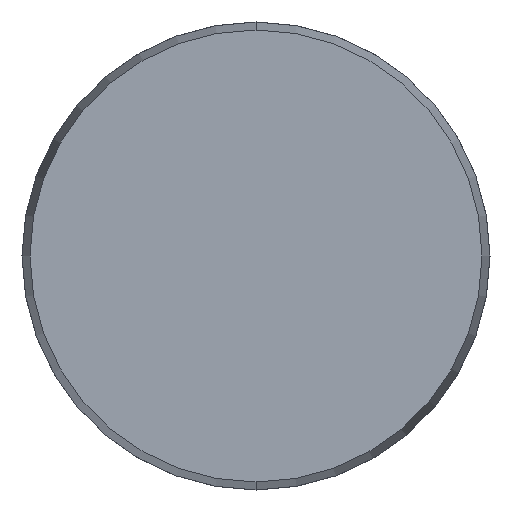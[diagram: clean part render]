
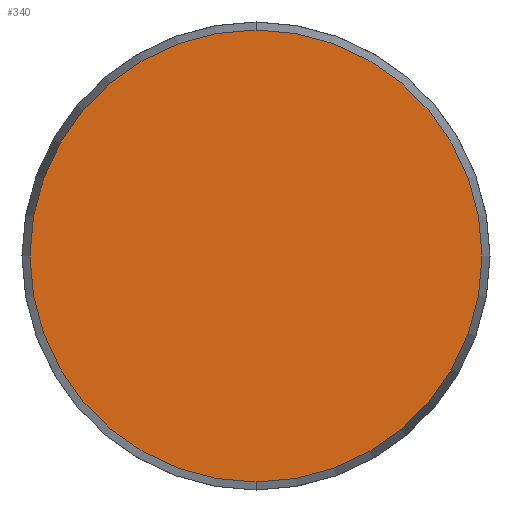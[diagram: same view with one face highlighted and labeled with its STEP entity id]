
A CAD part, front view. The second image highlights one B-rep face of the part: STEP entity #340.
In plain terms, the highlighted planar face has unit normal (0, -1, 0).
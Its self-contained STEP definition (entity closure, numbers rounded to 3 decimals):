
#31 = DIRECTION ( 'NONE',  ( 0., -1., 0. ) ) ;
#137 = AXIS2_PLACEMENT_3D ( 'NONE', #932, #818, #430 ) ;
#252 = CIRCLE ( 'NONE', #1007, 24.143 ) ;
#331 = EDGE_CURVE ( 'NONE', #892, #497, #252, .T. ) ;
#340 = ADVANCED_FACE ( 'NONE', ( #557 ), #460, .F. ) ;
#370 = ORIENTED_EDGE ( 'NONE', *, *, #1054, .T. ) ;
#430 = DIRECTION ( 'NONE',  ( 0., 0., -1. ) ) ;
#460 = PLANE ( 'NONE',  #1178 ) ;
#497 = VERTEX_POINT ( 'NONE', #503 ) ;
#503 = CARTESIAN_POINT ( 'NONE',  ( 0., 0., -24.143 ) ) ;
#557 = FACE_OUTER_BOUND ( 'NONE', #691, .T. ) ;
#691 = EDGE_LOOP ( 'NONE', ( #1147, #370 ) ) ;
#766 = DIRECTION ( 'NONE',  ( 0., 0., 1. ) ) ;
#815 = CARTESIAN_POINT ( 'NONE',  ( 0., 0., 24.143 ) ) ;
#818 = DIRECTION ( 'NONE',  ( 0., -1., 0. ) ) ;
#892 = VERTEX_POINT ( 'NONE', #815 ) ;
#932 = CARTESIAN_POINT ( 'NONE',  ( 0., 0., 0. ) ) ;
#963 = DIRECTION ( 'NONE',  ( 0., 1., 0. ) ) ;
#1007 = AXIS2_PLACEMENT_3D ( 'NONE', #1048, #31, #1063 ) ;
#1048 = CARTESIAN_POINT ( 'NONE',  ( 0., 0., 0. ) ) ;
#1054 = EDGE_CURVE ( 'NONE', #497, #892, #1056, .T. ) ;
#1056 = CIRCLE ( 'NONE', #137, 24.143 ) ;
#1063 = DIRECTION ( 'NONE',  ( 0., 0., -1. ) ) ;
#1147 = ORIENTED_EDGE ( 'NONE', *, *, #331, .T. ) ;
#1172 = CARTESIAN_POINT ( 'NONE',  ( -24.143, 0., 0. ) ) ;
#1178 = AXIS2_PLACEMENT_3D ( 'NONE', #1172, #963, #766 ) ;
